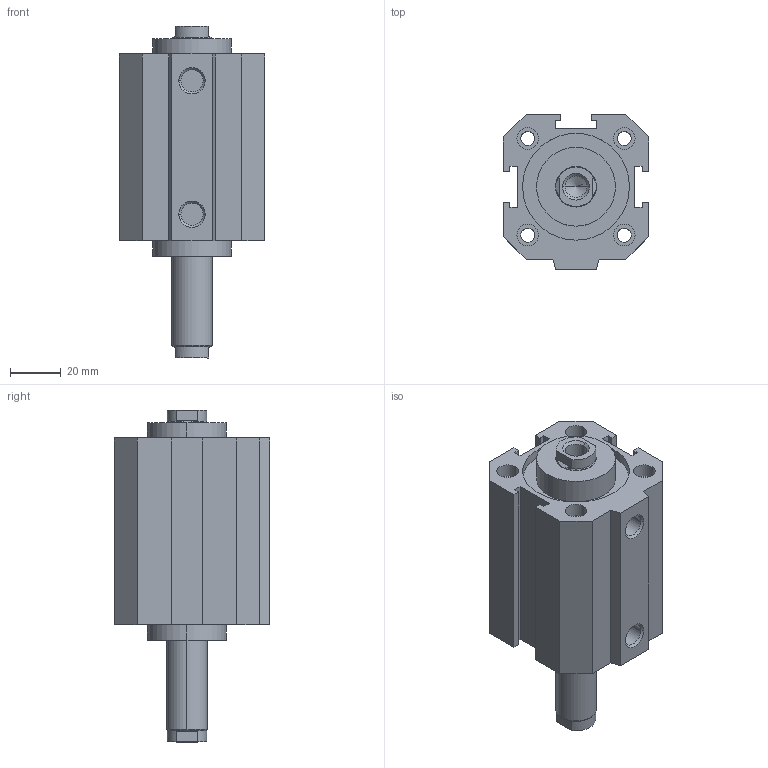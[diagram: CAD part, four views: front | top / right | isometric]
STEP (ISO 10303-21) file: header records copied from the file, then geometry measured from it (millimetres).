
FILE_DESCRIPTION((''),'2;1');
FILE_NAME('1514_40_0035.stp','2004-01-07T17:40:51',('medicfa1'),(''),'Autodesk Inventor 8','Autodesk Inventor 8','');
FILE_SCHEMA(('AUTOMOTIVE_DESIGN { 1 0 10303 214 1 1 1 1 }'));
Length unit declared in the file: millimetre
Products named in the file (3): 1514_40_0035; C_1514_40_0035; S_1514_40_0035
Assembly tree (2 placements, depth 2):
  1514_40_0035
    C_1514_40_0035
    S_1514_40_0035
Bounding box: 57 x 61 x 130.5 mm (x, y, z)
Volume: 216074.7 mm3; surface area: 46292.9 mm2
Topology: 2 solids, 2 shells, 126 faces, 310 edges, 200 vertices
Faces by surface type: plane 52, bspline 34, cylinder 28, cone 12
Entity records: 4131 total; most frequent: CARTESIAN_POINT 1075, DIRECTION 622, ORIENTED_EDGE 612, EDGE_CURVE 306, AXIS2_PLACEMENT_3D 219, VERTEX_POINT 200, VECTOR 184, LINE 184
